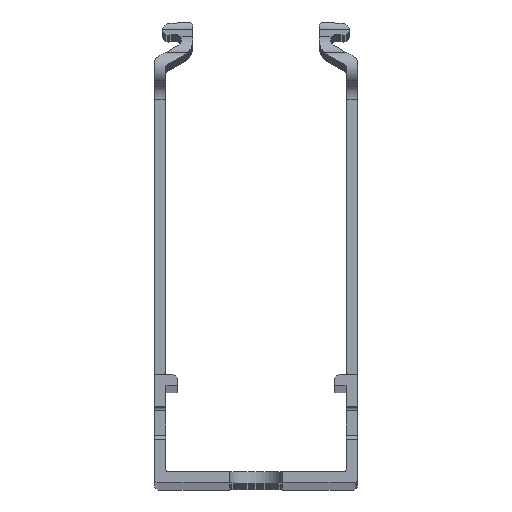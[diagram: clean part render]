
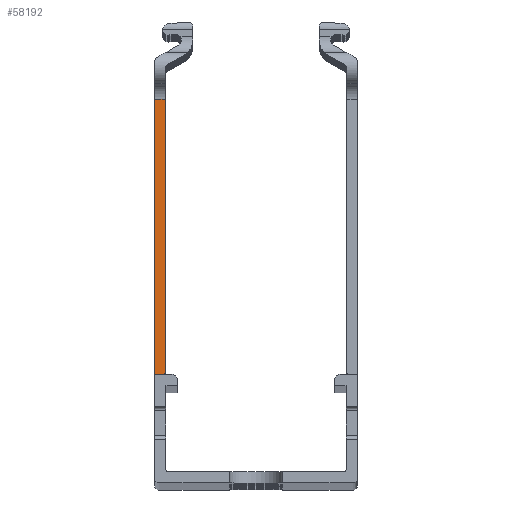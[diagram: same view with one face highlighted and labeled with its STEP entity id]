
A CAD part, top view. The second image highlights one B-rep face of the part: STEP entity #58192.
In plain terms, the highlighted planar face has unit normal (0, 0, 1).
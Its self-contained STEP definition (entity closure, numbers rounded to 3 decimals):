
#1117 = LINE ( 'NONE', #43207, #63840 ) ;
#2364 = VECTOR ( 'NONE', #54186, 1000. ) ;
#5560 = LINE ( 'NONE', #28824, #2364 ) ;
#5658 = DIRECTION ( 'NONE',  ( 0., -1., 0. ) ) ;
#7373 = AXIS2_PLACEMENT_3D ( 'NONE', #61396, #36043, #5658 ) ;
#7417 = VERTEX_POINT ( 'NONE', #48435 ) ;
#11353 = LINE ( 'NONE', #55195, #63754 ) ;
#13383 = CARTESIAN_POINT ( 'NONE',  ( -11.2, 13.4, 496. ) ) ;
#13576 = LINE ( 'NONE', #63822, #52537 ) ;
#14591 = VERTEX_POINT ( 'NONE', #38924 ) ;
#15975 = ORIENTED_EDGE ( 'NONE', *, *, #46694, .F. ) ;
#16131 = EDGE_CURVE ( 'NONE', #14591, #43487, #13576, .T. ) ;
#17713 = ORIENTED_EDGE ( 'NONE', *, *, #33070, .T. ) ;
#18370 = DIRECTION ( 'NONE',  ( -0.707, -0.707, 0. ) ) ;
#18589 = CARTESIAN_POINT ( 'NONE',  ( -12.5, 47.327, 496. ) ) ;
#18745 = EDGE_LOOP ( 'NONE', ( #42378, #17713, #15975, #60602, #18794, #61087 ) ) ;
#18794 = ORIENTED_EDGE ( 'NONE', *, *, #41383, .F. ) ;
#20761 = PLANE ( 'NONE',  #7373 ) ;
#23296 = DIRECTION ( 'NONE',  ( 0., 1., 0. ) ) ;
#24875 = VECTOR ( 'NONE', #23296, 1000. ) ;
#28824 = CARTESIAN_POINT ( 'NONE',  ( -11.3, 13.5, 496. ) ) ;
#28994 = EDGE_CURVE ( 'NONE', #14591, #32946, #1117, .T. ) ;
#29851 = DIRECTION ( 'NONE',  ( -1., 0., 0. ) ) ;
#31117 = LINE ( 'NONE', #57797, #58194 ) ;
#32472 = CARTESIAN_POINT ( 'NONE',  ( -11.3, 13.5, 496. ) ) ;
#32946 = VERTEX_POINT ( 'NONE', #44055 ) ;
#32951 = VERTEX_POINT ( 'NONE', #18589 ) ;
#33064 = CARTESIAN_POINT ( 'NONE',  ( -12.5, 13.4, 496. ) ) ;
#33070 = EDGE_CURVE ( 'NONE', #32946, #32951, #11353, .T. ) ;
#36043 = DIRECTION ( 'NONE',  ( 0., 0., 1. ) ) ;
#38125 = DIRECTION ( 'NONE',  ( 0., 1., 0. ) ) ;
#38924 = CARTESIAN_POINT ( 'NONE',  ( -11.2, 13.6, 496. ) ) ;
#41383 = EDGE_CURVE ( 'NONE', #43487, #62457, #5560, .T. ) ;
#42378 = ORIENTED_EDGE ( 'NONE', *, *, #28994, .T. ) ;
#43207 = CARTESIAN_POINT ( 'NONE',  ( -11.2, 51.25, 496. ) ) ;
#43487 = VERTEX_POINT ( 'NONE', #32472 ) ;
#44055 = CARTESIAN_POINT ( 'NONE',  ( -11.2, 47.327, 496. ) ) ;
#46694 = EDGE_CURVE ( 'NONE', #7417, #32951, #65407, .T. ) ;
#47598 = FACE_OUTER_BOUND ( 'NONE', #18745, .T. ) ;
#48435 = CARTESIAN_POINT ( 'NONE',  ( -12.5, 13.4, 496. ) ) ;
#49479 = EDGE_CURVE ( 'NONE', #62457, #7417, #31117, .T. ) ;
#52537 = VECTOR ( 'NONE', #18370, 1000. ) ;
#54186 = DIRECTION ( 'NONE',  ( 0.707, -0.707, 0. ) ) ;
#55195 = CARTESIAN_POINT ( 'NONE',  ( 0., 47.327, 496. ) ) ;
#57797 = CARTESIAN_POINT ( 'NONE',  ( 0., 13.4, 496. ) ) ;
#58192 = ADVANCED_FACE ( 'NONE', ( #47598 ), #20761, .T. ) ;
#58194 = VECTOR ( 'NONE', #62867, 1000. ) ;
#60602 = ORIENTED_EDGE ( 'NONE', *, *, #49479, .F. ) ;
#61087 = ORIENTED_EDGE ( 'NONE', *, *, #16131, .F. ) ;
#61396 = CARTESIAN_POINT ( 'NONE',  ( 0., 13.4, 496. ) ) ;
#62457 = VERTEX_POINT ( 'NONE', #13383 ) ;
#62867 = DIRECTION ( 'NONE',  ( -1., 0., 0. ) ) ;
#63754 = VECTOR ( 'NONE', #29851, 1000. ) ;
#63822 = CARTESIAN_POINT ( 'NONE',  ( -11.2, 13.6, 496. ) ) ;
#63840 = VECTOR ( 'NONE', #38125, 1000. ) ;
#65407 = LINE ( 'NONE', #33064, #24875 ) ;
